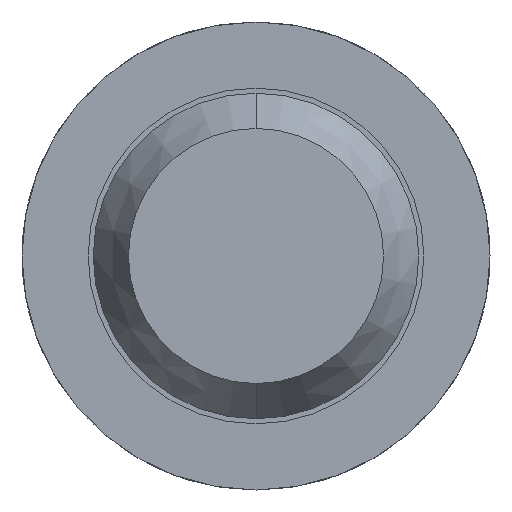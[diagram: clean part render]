
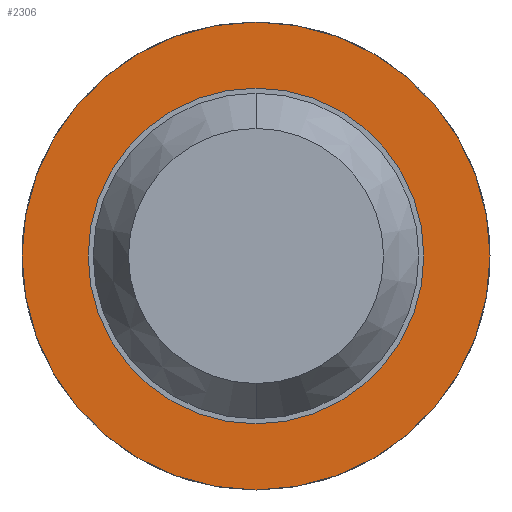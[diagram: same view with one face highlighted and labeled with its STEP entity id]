
A CAD part, front view. The second image highlights one B-rep face of the part: STEP entity #2306.
In plain terms, the highlighted planar face has unit normal (0, -1, 0).
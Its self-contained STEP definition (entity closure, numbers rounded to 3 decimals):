
#10 = EDGE_LOOP ( 'NONE', ( #4522, #450 ) ) ;
#63 = DIRECTION ( 'NONE',  ( 0., 0., 1. ) ) ;
#135 = DIRECTION ( 'NONE',  ( 0., 1., 0. ) ) ;
#301 = CARTESIAN_POINT ( 'NONE',  ( 0., -1.7, 0. ) ) ;
#338 = VERTEX_POINT ( 'NONE', #3782 ) ;
#361 = CARTESIAN_POINT ( 'NONE',  ( 0., -1.7, 1.15 ) ) ;
#376 = PLANE ( 'NONE',  #2109 ) ;
#450 = ORIENTED_EDGE ( 'NONE', *, *, #2213, .F. ) ;
#596 = CIRCLE ( 'NONE', #3807, 1.15 ) ;
#739 = DIRECTION ( 'NONE',  ( 0., 0., 1. ) ) ;
#830 = VERTEX_POINT ( 'NONE', #1313 ) ;
#854 = CARTESIAN_POINT ( 'NONE',  ( 0., -1.7, 0. ) ) ;
#949 = ORIENTED_EDGE ( 'NONE', *, *, #2277, .T. ) ;
#1129 = FACE_BOUND ( 'NONE', #3513, .T. ) ;
#1160 = CARTESIAN_POINT ( 'NONE',  ( 0.825, -1.7, 0. ) ) ;
#1182 = VERTEX_POINT ( 'NONE', #361 ) ;
#1313 = CARTESIAN_POINT ( 'NONE',  ( 0., -1.7, 0.825 ) ) ;
#1381 = DIRECTION ( 'NONE',  ( 0., 0., 1. ) ) ;
#1556 = CARTESIAN_POINT ( 'NONE',  ( 0., -1.7, -0.825 ) ) ;
#1754 = DIRECTION ( 'NONE',  ( 0., 0., 1. ) ) ;
#1949 = DIRECTION ( 'NONE',  ( 0., 0., 1. ) ) ;
#1970 = CIRCLE ( 'NONE', #2609, 0.825 ) ;
#2109 = AXIS2_PLACEMENT_3D ( 'NONE', #1160, #2889, #739 ) ;
#2213 = EDGE_CURVE ( 'Defeature ausgef�hrt1_0+Defeature ausgef�hrt1_7+Defeature ausgef�hrt1_7+Defeature ausgef�hrt1_7', #338, #1182, #3862, .T. ) ;
#2277 = EDGE_CURVE ( 'Defeature ausgef�hrt1_7+Defeature ausgef�hrt1_6+Defeature ausgef�hrt1_6+Defeature ausgef�hrt1_6', #830, #3914, #4460, .T. ) ;
#2306 = ADVANCED_FACE ( 'Defeature ausgef�hrt1_7', ( #3750, #1129 ), #376, .F. ) ;
#2609 = AXIS2_PLACEMENT_3D ( 'NONE', #2972, #4381, #63 ) ;
#2793 = DIRECTION ( 'NONE',  ( 0., 1., 0. ) ) ;
#2889 = DIRECTION ( 'NONE',  ( 0., 1., 0. ) ) ;
#2972 = CARTESIAN_POINT ( 'NONE',  ( 0., -1.7, 0. ) ) ;
#2979 = AXIS2_PLACEMENT_3D ( 'NONE', #301, #2793, #1754 ) ;
#3204 = CARTESIAN_POINT ( 'NONE',  ( 0., -1.7, 0. ) ) ;
#3513 = EDGE_LOOP ( 'NONE', ( #949, #3637 ) ) ;
#3529 = DIRECTION ( 'NONE',  ( 0., 1., 0. ) ) ;
#3637 = ORIENTED_EDGE ( 'NONE', *, *, #3869, .T. ) ;
#3750 = FACE_OUTER_BOUND ( 'NONE', #10, .T. ) ;
#3782 = CARTESIAN_POINT ( 'NONE',  ( 0., -1.7, -1.15 ) ) ;
#3807 = AXIS2_PLACEMENT_3D ( 'NONE', #854, #135, #1949 ) ;
#3862 = CIRCLE ( 'NONE', #4036, 1.15 ) ;
#3869 = EDGE_CURVE ( 'Defeature ausgef�hrt1_7+Defeature ausgef�hrt1_6+Defeature ausgef�hrt1_6+Defeature ausgef�hrt1_6', #3914, #830, #1970, .T. ) ;
#3914 = VERTEX_POINT ( 'NONE', #1556 ) ;
#4015 = EDGE_CURVE ( 'Defeature ausgef�hrt1_0+Defeature ausgef�hrt1_7+Defeature ausgef�hrt1_7+Defeature ausgef�hrt1_7', #1182, #338, #596, .T. ) ;
#4036 = AXIS2_PLACEMENT_3D ( 'NONE', #3204, #3529, #1381 ) ;
#4381 = DIRECTION ( 'NONE',  ( 0., 1., 0. ) ) ;
#4460 = CIRCLE ( 'NONE', #2979, 0.825 ) ;
#4522 = ORIENTED_EDGE ( 'NONE', *, *, #4015, .F. ) ;
